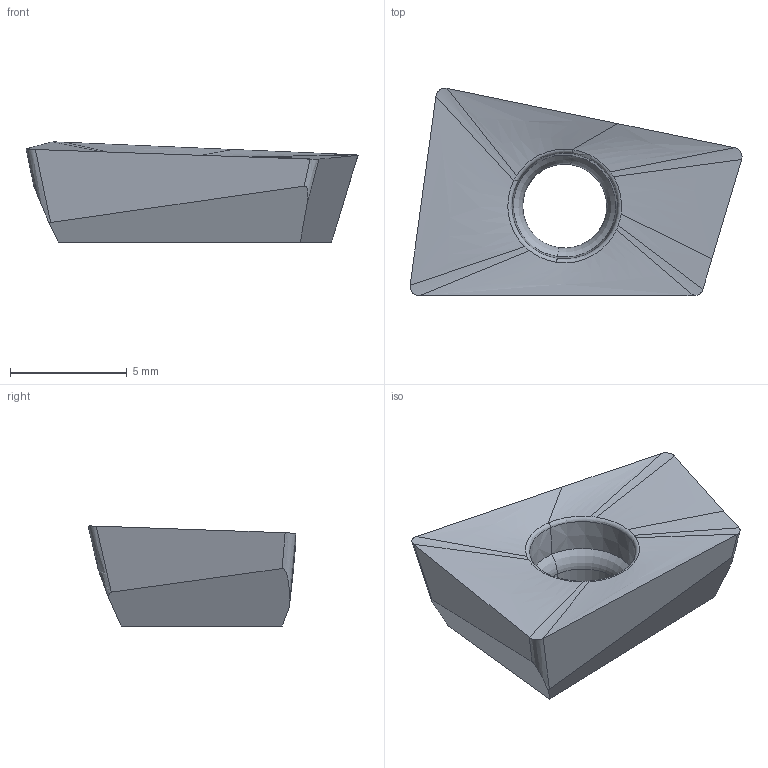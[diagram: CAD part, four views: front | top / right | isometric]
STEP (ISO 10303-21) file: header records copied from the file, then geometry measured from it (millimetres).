
FILE_DESCRIPTION(/* description */ (''),/* implementation_level */ '2;1');
FILE_NAME(/* name */ 'QOGT1443R-G1.stp',/* time_stamp */ '2021-09-07T08:28:50+09:00',/* author */ (''),/* organization */ (''),/* preprocessor_version */ 'ST-DEVELOPER v16',/* originating_system */ 'SIEMENS PLM Software NX 10.0',/* authorisation */ '');
FILE_SCHEMA (('AUTOMOTIVE_DESIGN { 1 0 10303 214 3 1 1 1 }'));
Length unit declared in the file: millimetre
Products named in the file (1): QOGT1443R-G1
Bounding box: 14.24 x 8.9 x 4.29 mm (x, y, z)
Volume: 266.4 mm3; surface area: 336.4 mm2
Topology: 1 solids, 1 shells, 30 faces, 83 edges, 66 vertices
Faces by surface type: bspline 14, plane 8, torus 4, cone 2, cylinder 2
Entity records: 1936 total; most frequent: CARTESIAN_POINT 1173, ORIENTED_EDGE 146, DIRECTION 121, EDGE_CURVE 73, AXIS2_PLACEMENT_3D 46, VERTEX_POINT 44, EDGE_LOOP 31, ADVANCED_FACE 30
